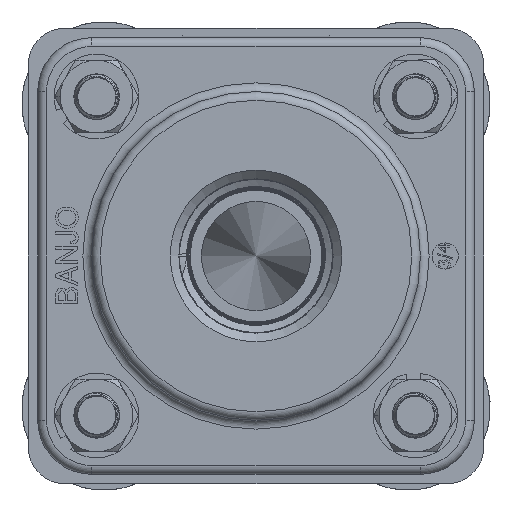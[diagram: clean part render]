
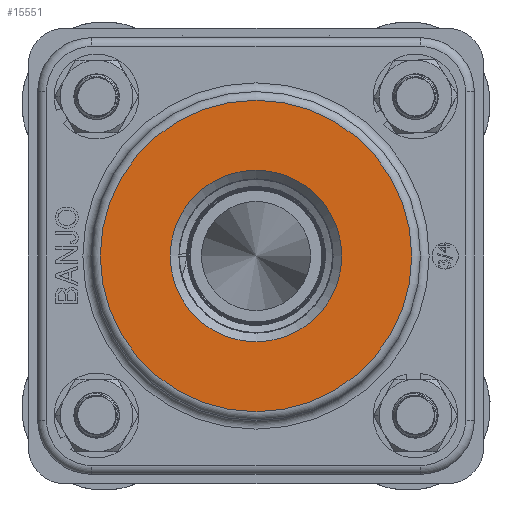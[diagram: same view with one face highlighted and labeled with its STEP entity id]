
A CAD part, left-side view. The second image highlights one B-rep face of the part: STEP entity #15551.
In plain terms, the highlighted face is planar.
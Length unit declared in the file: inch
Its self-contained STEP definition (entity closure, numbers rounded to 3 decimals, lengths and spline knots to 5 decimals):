
#565=FACE_BOUND('',#2478,.T.);
#870=PLANE('',#16817);
#1495=FACE_OUTER_BOUND('',#2477,.T.);
#2477=EDGE_LOOP('',(#12895,#12896));
#2478=EDGE_LOOP('',(#12897,#12898));
#3164=CIRCLE('',#16807,1.07);
#3169=CIRCLE('',#16812,1.07);
#3173=CIRCLE('',#16818,0.59);
#3174=CIRCLE('',#16819,0.59);
#7462=VERTEX_POINT('',#28588);
#7463=VERTEX_POINT('',#28589);
#7470=VERTEX_POINT('',#28608);
#7471=VERTEX_POINT('',#28609);
#9356=EDGE_CURVE('',#7462,#7463,#3164,.T.);
#9361=EDGE_CURVE('',#7463,#7462,#3169,.T.);
#9366=EDGE_CURVE('',#7470,#7471,#3173,.T.);
#9367=EDGE_CURVE('',#7471,#7470,#3174,.T.);
#12895=ORIENTED_EDGE('',*,*,#9356,.F.);
#12896=ORIENTED_EDGE('',*,*,#9361,.F.);
#12897=ORIENTED_EDGE('',*,*,#9366,.F.);
#12898=ORIENTED_EDGE('',*,*,#9367,.F.);
#15551=ADVANCED_FACE('',(#1495,#565),#870,.T.);
#16807=AXIS2_PLACEMENT_3D('',#28590,#19496,#19497);
#16812=AXIS2_PLACEMENT_3D('',#28598,#19506,#19507);
#16817=AXIS2_PLACEMENT_3D('',#28607,#19517,#19518);
#16818=AXIS2_PLACEMENT_3D('',#28610,#19519,#19520);
#16819=AXIS2_PLACEMENT_3D('',#28611,#19521,#19522);
#19496=DIRECTION('center_axis',(-1.,0.,0.));
#19497=DIRECTION('ref_axis',(0.,-1.,0.));
#19506=DIRECTION('center_axis',(-1.,0.,0.));
#19507=DIRECTION('ref_axis',(0.,-1.,0.));
#19517=DIRECTION('center_axis',(1.,0.,0.));
#19518=DIRECTION('ref_axis',(0.,0.,-1.));
#19519=DIRECTION('center_axis',(1.,0.,0.));
#19520=DIRECTION('ref_axis',(0.,1.,0.));
#19521=DIRECTION('center_axis',(1.,0.,0.));
#19522=DIRECTION('ref_axis',(0.,1.,0.));
#28588=CARTESIAN_POINT('',(1.375,1.07,0.));
#28589=CARTESIAN_POINT('',(1.375,0.,1.07));
#28590=CARTESIAN_POINT('Origin',(1.375,0.,0.));
#28598=CARTESIAN_POINT('Origin',(1.375,0.,0.));
#28607=CARTESIAN_POINT('Origin',(1.375,0.86,0.));
#28608=CARTESIAN_POINT('',(1.375,0.59,0.));
#28609=CARTESIAN_POINT('',(1.375,-0.59,0.));
#28610=CARTESIAN_POINT('Origin',(1.375,0.,0.));
#28611=CARTESIAN_POINT('Origin',(1.375,0.,0.));
